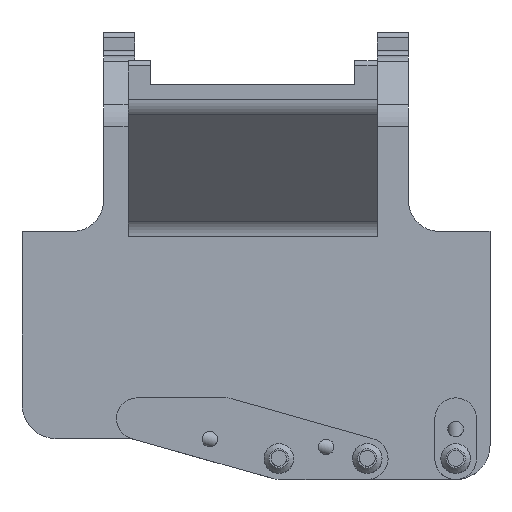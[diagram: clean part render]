
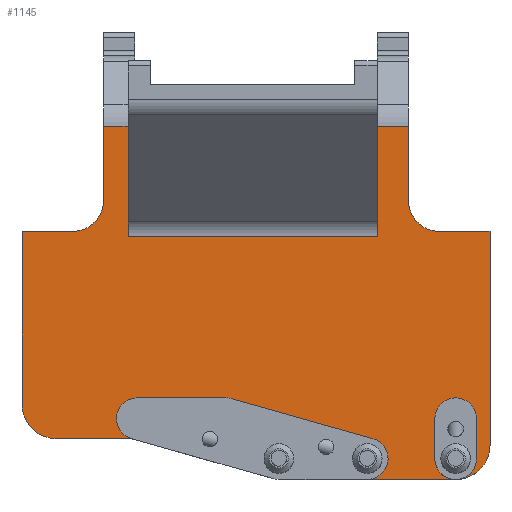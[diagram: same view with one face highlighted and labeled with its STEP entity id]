
A CAD part, top view. The second image highlights one B-rep face of the part: STEP entity #1145.
In plain terms, the highlighted planar face has unit normal (0, 0, 1).
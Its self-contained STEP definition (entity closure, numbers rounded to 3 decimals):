
#895=CARTESIAN_POINT('',(11.65,7.882,1.0));
#896=VERTEX_POINT('',#895);
#905=CARTESIAN_POINT('',(-12.3,7.882,1.0));
#906=VERTEX_POINT('',#905);
#914=CARTESIAN_POINT('',(-12.3,7.882,1.0));
#915=DIRECTION('',(1.0,0.0,0.0));
#916=VECTOR('',#915,23.95);
#917=LINE('',#914,#916);
#918=EDGE_CURVE('',#906,#896,#917,.T.);
#923=CARTESIAN_POINT('',(0.0,0.,1.0));
#924=DIRECTION('',(0.0,0.0,1.0));
#925=DIRECTION('',(1.0,0.0,0.0));
#926=AXIS2_PLACEMENT_3D('',#923,#924,#925);
#927=PLANE('',#926);
#928=CARTESIAN_POINT('',(-19.2,-11.575,1.0));
#929=VERTEX_POINT('',#928);
#930=CARTESIAN_POINT('',(-22.5,-8.275,1.0));
#931=VERTEX_POINT('',#930);
#932=CARTESIAN_POINT('',(-19.2,-8.275,1.0));
#933=DIRECTION('',(0.0,0.0,-1.0));
#934=DIRECTION('',(-0.707,-0.707,0.0));
#935=AXIS2_PLACEMENT_3D('',#932,#933,#934);
#936=CIRCLE('',#935,3.3);
#937=EDGE_CURVE('',#929,#931,#936,.T.);
#938=ORIENTED_EDGE('',*,*,#937,.F.);
#939=CARTESIAN_POINT('',(-11.96,-11.575,1.0));
#940=VERTEX_POINT('',#939);
#941=CARTESIAN_POINT('',(-19.2,-11.575,1.0));
#942=DIRECTION('',(1.0,0.0,0.0));
#943=VECTOR('',#942,7.24);
#944=LINE('',#941,#943);
#945=EDGE_CURVE('',#929,#940,#944,.T.);
#946=ORIENTED_EDGE('',*,*,#945,.T.);
#947=CARTESIAN_POINT('',(-11.416,-7.65,1.0));
#948=VERTEX_POINT('',#947);
#949=CARTESIAN_POINT('',(-11.416,-9.65,1.0));
#950=DIRECTION('',(0.0,0.0,-1.0));
#951=DIRECTION('',(0.0,1.0,0.0));
#952=AXIS2_PLACEMENT_3D('',#949,#950,#951);
#953=CIRCLE('',#952,2.0);
#954=EDGE_CURVE('',#940,#948,#953,.T.);
#955=ORIENTED_EDGE('',*,*,#954,.T.);
#956=CARTESIAN_POINT('',(-2.916,-7.65,1.0));
#957=VERTEX_POINT('',#956);
#958=CARTESIAN_POINT('',(-11.416,-7.65,1.0));
#959=DIRECTION('',(1.0,0.0,0.0));
#960=VECTOR('',#959,8.5);
#961=LINE('',#958,#960);
#962=EDGE_CURVE('',#948,#957,#961,.T.);
#963=ORIENTED_EDGE('',*,*,#962,.T.);
#964=CARTESIAN_POINT('',(-2.372,-7.725,1.0));
#965=VERTEX_POINT('',#964);
#966=CARTESIAN_POINT('',(-2.916,-9.65,1.0));
#967=DIRECTION('',(0.0,0.0,-1.0));
#968=DIRECTION('',(0.272,0.962,0.0));
#969=AXIS2_PLACEMENT_3D('',#966,#967,#968);
#970=CIRCLE('',#969,2.0);
#971=EDGE_CURVE('',#957,#965,#970,.T.);
#972=ORIENTED_EDGE('',*,*,#971,.T.);
#973=CARTESIAN_POINT('',(11.244,-11.575,1.0));
#974=VERTEX_POINT('',#973);
#975=CARTESIAN_POINT('',(-2.372,-7.725,1.0));
#976=DIRECTION('',(0.962,-0.272,0.0));
#977=VECTOR('',#976,14.15);
#978=LINE('',#975,#977);
#979=EDGE_CURVE('',#965,#974,#978,.T.);
#980=ORIENTED_EDGE('',*,*,#979,.T.);
#981=CARTESIAN_POINT('',(10.7,-15.5,1.0));
#982=VERTEX_POINT('',#981);
#983=CARTESIAN_POINT('',(10.7,-13.5,1.0));
#984=DIRECTION('',(0.0,0.0,-1.0));
#985=DIRECTION('',(0.0,-1.0,0.0));
#986=AXIS2_PLACEMENT_3D('',#983,#984,#985);
#987=CIRCLE('',#986,2.0);
#988=EDGE_CURVE('',#974,#982,#987,.T.);
#989=ORIENTED_EDGE('',*,*,#988,.T.);
#990=CARTESIAN_POINT('',(19.2,-15.5,1.0));
#991=VERTEX_POINT('',#990);
#992=CARTESIAN_POINT('',(10.7,-15.5,1.0));
#993=DIRECTION('',(1.0,0.0,0.0));
#994=VECTOR('',#993,8.5);
#995=LINE('',#992,#994);
#996=EDGE_CURVE('',#982,#991,#995,.T.);
#997=ORIENTED_EDGE('',*,*,#996,.T.);
#998=CARTESIAN_POINT('',(17.2,-13.5,1.0));
#999=VERTEX_POINT('',#998);
#1000=CARTESIAN_POINT('',(19.2,-13.5,1.0));
#1001=DIRECTION('',(0.0,0.0,-1.0));
#1002=DIRECTION('',(1.0,0.0,0.0));
#1003=AXIS2_PLACEMENT_3D('',#1000,#1001,#1002);
#1004=CIRCLE('',#1003,2.0);
#1005=EDGE_CURVE('',#991,#999,#1004,.T.);
#1006=ORIENTED_EDGE('',*,*,#1005,.T.);
#1007=CARTESIAN_POINT('',(17.2,-9.65,1.0));
#1008=VERTEX_POINT('',#1007);
#1009=CARTESIAN_POINT('',(17.2,-13.5,1.0));
#1010=DIRECTION('',(0.0,1.0,0.0));
#1011=VECTOR('',#1010,3.85);
#1012=LINE('',#1009,#1011);
#1013=EDGE_CURVE('',#999,#1008,#1012,.T.);
#1014=ORIENTED_EDGE('',*,*,#1013,.T.);
#1015=CARTESIAN_POINT('',(21.2,-9.65,1.0));
#1016=VERTEX_POINT('',#1015);
#1017=CARTESIAN_POINT('',(19.2,-9.65,1.0));
#1018=DIRECTION('',(0.0,0.0,-1.0));
#1019=DIRECTION('',(-1.0,0.0,0.0));
#1020=AXIS2_PLACEMENT_3D('',#1017,#1018,#1019);
#1021=CIRCLE('',#1020,2.0);
#1022=EDGE_CURVE('',#1008,#1016,#1021,.T.);
#1023=ORIENTED_EDGE('',*,*,#1022,.T.);
#1024=CARTESIAN_POINT('',(21.2,-13.5,1.0));
#1025=VERTEX_POINT('',#1024);
#1026=CARTESIAN_POINT('',(21.2,-9.65,1.0));
#1027=DIRECTION('',(0.0,-1.0,0.0));
#1028=VECTOR('',#1027,3.85);
#1029=LINE('',#1026,#1028);
#1030=EDGE_CURVE('',#1016,#1025,#1029,.T.);
#1031=ORIENTED_EDGE('',*,*,#1030,.T.);
#1032=CARTESIAN_POINT('',(19.2,-13.5,1.0));
#1033=DIRECTION('',(0.0,0.0,-1.0));
#1034=DIRECTION('',(1.0,0.0,0.0));
#1035=AXIS2_PLACEMENT_3D('',#1032,#1033,#1034);
#1036=CIRCLE('',#1035,2.0);
#1037=EDGE_CURVE('',#1025,#991,#1036,.T.);
#1038=ORIENTED_EDGE('',*,*,#1037,.T.);
#1039=CARTESIAN_POINT('',(22.5,-12.2,1.0));
#1040=VERTEX_POINT('',#1039);
#1041=CARTESIAN_POINT('',(19.2,-12.2,1.0));
#1042=DIRECTION('',(0.0,0.0,-1.0));
#1043=DIRECTION('',(0.707,-0.707,0.0));
#1044=AXIS2_PLACEMENT_3D('',#1041,#1042,#1043);
#1045=CIRCLE('',#1044,3.3);
#1046=EDGE_CURVE('',#1040,#991,#1045,.T.);
#1047=ORIENTED_EDGE('',*,*,#1046,.F.);
#1048=CARTESIAN_POINT('',(22.5,8.35,1.0));
#1049=VERTEX_POINT('',#1048);
#1050=CARTESIAN_POINT('',(22.5,8.35,1.0));
#1051=DIRECTION('',(0.0,-1.0,0.0));
#1052=VECTOR('',#1051,20.55);
#1053=LINE('',#1050,#1052);
#1054=EDGE_CURVE('',#1049,#1040,#1053,.T.);
#1055=ORIENTED_EDGE('',*,*,#1054,.F.);
#1056=CARTESIAN_POINT('',(17.65,8.35,1.0));
#1057=VERTEX_POINT('',#1056);
#1058=CARTESIAN_POINT('',(22.5,8.35,1.0));
#1059=DIRECTION('',(-1.0,0.0,0.0));
#1060=VECTOR('',#1059,4.85);
#1061=LINE('',#1058,#1060);
#1062=EDGE_CURVE('',#1049,#1057,#1061,.T.);
#1063=ORIENTED_EDGE('',*,*,#1062,.T.);
#1064=CARTESIAN_POINT('',(14.65,11.35,1.0));
#1065=VERTEX_POINT('',#1064);
#1066=CARTESIAN_POINT('',(17.65,11.35,1.0));
#1067=DIRECTION('',(0.0,0.0,1.0));
#1068=DIRECTION('',(-0.707,-0.707,0.0));
#1069=AXIS2_PLACEMENT_3D('',#1066,#1067,#1068);
#1070=CIRCLE('',#1069,3.0);
#1071=EDGE_CURVE('',#1065,#1057,#1070,.T.);
#1072=ORIENTED_EDGE('',*,*,#1071,.F.);
#1073=CARTESIAN_POINT('',(14.65,18.443,1.0));
#1074=VERTEX_POINT('',#1073);
#1075=CARTESIAN_POINT('',(14.65,11.35,1.0));
#1076=DIRECTION('',(0.0,1.0,0.0));
#1077=VECTOR('',#1076,7.093);
#1078=LINE('',#1075,#1077);
#1079=EDGE_CURVE('',#1065,#1074,#1078,.T.);
#1080=ORIENTED_EDGE('',*,*,#1079,.T.);
#1081=CARTESIAN_POINT('',(11.65,18.443,1.0));
#1082=VERTEX_POINT('',#1081);
#1083=CARTESIAN_POINT('',(11.65,18.443,1.0));
#1084=DIRECTION('',(1.0,0.0,0.0));
#1085=VECTOR('',#1084,3.);
#1086=LINE('',#1083,#1085);
#1087=EDGE_CURVE('',#1082,#1074,#1086,.T.);
#1088=ORIENTED_EDGE('',*,*,#1087,.F.);
#1089=CARTESIAN_POINT('',(11.65,18.443,1.0));
#1090=DIRECTION('',(0.0,-1.0,0.0));
#1091=VECTOR('',#1090,10.561);
#1092=LINE('',#1089,#1091);
#1093=EDGE_CURVE('',#1082,#896,#1092,.T.);
#1094=ORIENTED_EDGE('',*,*,#1093,.T.);
#1095=ORIENTED_EDGE('',*,*,#918,.F.);
#1096=CARTESIAN_POINT('',(-12.3,18.443,1.0));
#1097=VERTEX_POINT('',#1096);
#1098=CARTESIAN_POINT('',(-12.3,7.882,1.0));
#1099=DIRECTION('',(0.0,1.0,0.0));
#1100=VECTOR('',#1099,10.561);
#1101=LINE('',#1098,#1100);
#1102=EDGE_CURVE('',#906,#1097,#1101,.T.);
#1103=ORIENTED_EDGE('',*,*,#1102,.T.);
#1104=CARTESIAN_POINT('',(-14.65,18.443,1.0));
#1105=VERTEX_POINT('',#1104);
#1106=CARTESIAN_POINT('',(-14.65,18.443,1.0));
#1107=DIRECTION('',(1.0,0.0,0.0));
#1108=VECTOR('',#1107,2.35);
#1109=LINE('',#1106,#1108);
#1110=EDGE_CURVE('',#1105,#1097,#1109,.T.);
#1111=ORIENTED_EDGE('',*,*,#1110,.F.);
#1112=CARTESIAN_POINT('',(-14.65,11.35,1.0));
#1113=VERTEX_POINT('',#1112);
#1114=CARTESIAN_POINT('',(-14.65,18.443,1.0));
#1115=DIRECTION('',(0.0,-1.0,0.0));
#1116=VECTOR('',#1115,7.093);
#1117=LINE('',#1114,#1116);
#1118=EDGE_CURVE('',#1105,#1113,#1117,.T.);
#1119=ORIENTED_EDGE('',*,*,#1118,.T.);
#1120=CARTESIAN_POINT('',(-17.65,8.35,1.0));
#1121=VERTEX_POINT('',#1120);
#1122=CARTESIAN_POINT('',(-17.65,11.35,1.0));
#1123=DIRECTION('',(0.0,0.0,1.0));
#1124=DIRECTION('',(0.707,-0.707,0.0));
#1125=AXIS2_PLACEMENT_3D('',#1122,#1123,#1124);
#1126=CIRCLE('',#1125,3.0);
#1127=EDGE_CURVE('',#1121,#1113,#1126,.T.);
#1128=ORIENTED_EDGE('',*,*,#1127,.F.);
#1129=CARTESIAN_POINT('',(-22.5,8.35,1.0));
#1130=VERTEX_POINT('',#1129);
#1131=CARTESIAN_POINT('',(-17.65,8.35,1.0));
#1132=DIRECTION('',(-1.0,0.0,0.0));
#1133=VECTOR('',#1132,4.85);
#1134=LINE('',#1131,#1133);
#1135=EDGE_CURVE('',#1121,#1130,#1134,.T.);
#1136=ORIENTED_EDGE('',*,*,#1135,.T.);
#1137=CARTESIAN_POINT('',(-22.5,-8.275,1.0));
#1138=DIRECTION('',(0.0,1.0,0.0));
#1139=VECTOR('',#1138,16.625);
#1140=LINE('',#1137,#1139);
#1141=EDGE_CURVE('',#931,#1130,#1140,.T.);
#1142=ORIENTED_EDGE('',*,*,#1141,.F.);
#1143=EDGE_LOOP('',(#938,#946,#955,#963,#972,#980,#989,#997,#1006,#1014,#1023,#1031,#1038,#1047,#1055,#1063,#1072,#1080,#1088,#1094,#1095,#1103,#1111,#1119,#1128,#1136,#1142));
#1144=FACE_OUTER_BOUND('',#1143,.T.);
#1145=ADVANCED_FACE('',(#1144),#927,.T.);
